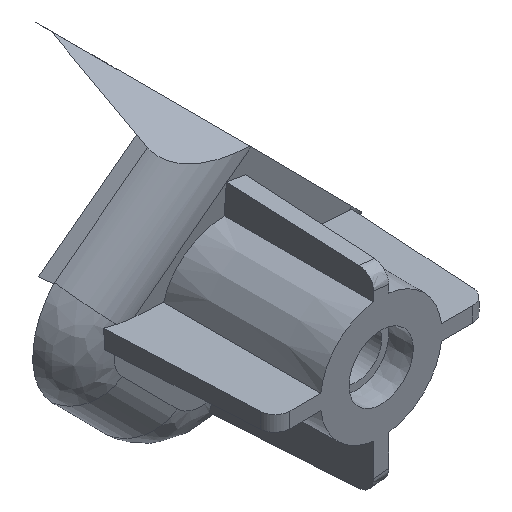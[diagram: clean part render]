
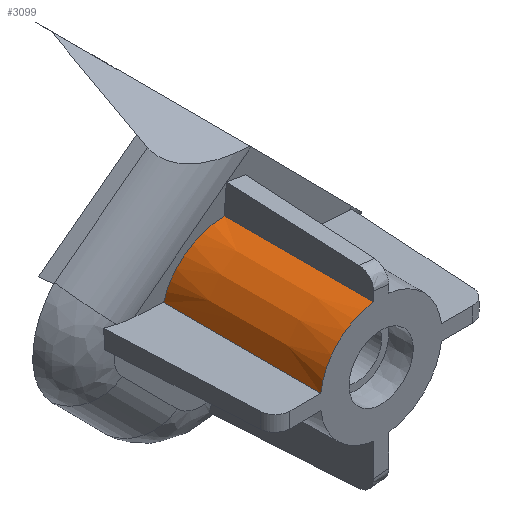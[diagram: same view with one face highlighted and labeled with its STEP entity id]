
A CAD part, isometric view. The second image highlights one B-rep face of the part: STEP entity #3099.
In plain terms, the highlighted conical face has half-angle 0.5 degrees and reference radius 4 mm.
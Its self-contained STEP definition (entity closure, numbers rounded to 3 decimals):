
#3099 = ADVANCED_FACE('',(#3100),#3118,.T.);
#3100 = FACE_BOUND('',#3101,.T.);
#3101 = EDGE_LOOP('',(#3102,#3128,#3144,#3163));
#3102 = ORIENTED_EDGE('',*,*,#3103,.F.);
#3103 = EDGE_CURVE('',#3104,#3106,#3108,.T.);
#3104 = VERTEX_POINT('',#3105);
#3105 = CARTESIAN_POINT('',(1785.185,-718.256,
    1254.637));
#3106 = VERTEX_POINT('',#3107);
#3107 = CARTESIAN_POINT('',(1785.27,-728.,
    1254.562));
#3108 = SURFACE_CURVE('',#3109,(#3117),.PCURVE_S1.);
#3109 = B_SPLINE_CURVE_WITH_KNOTS('',3,(#3110,#3111,#3112,#3113,#3114,
    #3115,#3116),.UNSPECIFIED.,.F.,.F.,(4,3,4),(0.,0.186,1.),
  .UNSPECIFIED.);
#3110 = CARTESIAN_POINT('',(1785.185,-718.256,
    1254.637));
#3111 = CARTESIAN_POINT('',(1785.19,-718.86,
    1254.632));
#3112 = CARTESIAN_POINT('',(1785.195,-719.465,
    1254.627));
#3113 = CARTESIAN_POINT('',(1785.2,-720.07,
    1254.623));
#3114 = CARTESIAN_POINT('',(1785.224,-722.713,
    1254.603));
#3115 = CARTESIAN_POINT('',(1785.247,-725.357,
    1254.583));
#3116 = CARTESIAN_POINT('',(1785.27,-728.,
    1254.562));
#3117 = PCURVE('',#3118,#3123);
#3118 = CONICAL_SURFACE('',#3119,4.,0.009);
#3119 = AXIS2_PLACEMENT_3D('',#3120,#3121,#3122);
#3120 = CARTESIAN_POINT('',(1785.77,-728.,
    1250.594));
#3121 = DIRECTION('',(0.,1.,0.));
#3122 = DIRECTION('',(0.,0.,-1.));
#3123 = DEFINITIONAL_REPRESENTATION('',(#3124),#3127);
#3124 = B_SPLINE_CURVE_WITH_KNOTS('',1,(#3125,#3126),.UNSPECIFIED.,.F.,
  .F.,(2,2),(0.,1.),.PIECEWISE_BEZIER_KNOTS.);
#3125 = CARTESIAN_POINT('',(2.998,9.744));
#3126 = CARTESIAN_POINT('',(3.016,0.));
#3127 = ( GEOMETRIC_REPRESENTATION_CONTEXT(2) 
PARAMETRIC_REPRESENTATION_CONTEXT() REPRESENTATION_CONTEXT('2D SPACE',''
  ) );
#3128 = ORIENTED_EDGE('',*,*,#3129,.T.);
#3129 = EDGE_CURVE('',#3104,#3130,#3132,.T.);
#3130 = VERTEX_POINT('',#3131);
#3131 = CARTESIAN_POINT('',(1781.723,-717.742,
    1251.183));
#3132 = SURFACE_CURVE('',#3133,(#3138),.PCURVE_S1.);
#3133 = ELLIPSE('',#3134,4.11,4.087);
#3134 = AXIS2_PLACEMENT_3D('',#3135,#3136,#3137);
#3135 = CARTESIAN_POINT('',(1785.767,-718.,
    1250.591));
#3136 = DIRECTION('',(-0.074,-0.995,
    -0.074));
#3137 = DIRECTION('',(-0.707,0.105,-0.7));
#3138 = PCURVE('',#3118,#3139);
#3139 = DEFINITIONAL_REPRESENTATION('',(#3140),#3143);
#3140 = B_SPLINE_CURVE_WITH_KNOTS('',1,(#3141,#3142),.UNSPECIFIED.,.F.,
  .F.,(2,2),(4.075,5.357),.PIECEWISE_BEZIER_KNOTS.);
#3141 = CARTESIAN_POINT('',(2.998,9.744));
#3142 = CARTESIAN_POINT('',(1.715,10.258));
#3143 = ( GEOMETRIC_REPRESENTATION_CONTEXT(2) 
PARAMETRIC_REPRESENTATION_CONTEXT() REPRESENTATION_CONTEXT('2D SPACE',''
  ) );
#3144 = ORIENTED_EDGE('',*,*,#3145,.T.);
#3145 = EDGE_CURVE('',#3130,#3146,#3148,.T.);
#3146 = VERTEX_POINT('',#3147);
#3147 = CARTESIAN_POINT('',(1781.801,-728.,
    1251.094));
#3148 = SURFACE_CURVE('',#3149,(#3157),.PCURVE_S1.);
#3149 = B_SPLINE_CURVE_WITH_KNOTS('',3,(#3150,#3151,#3152,#3153,#3154,
    #3155,#3156),.UNSPECIFIED.,.F.,.F.,(4,3,4),(0.,0.647,1.),
  .UNSPECIFIED.);
#3150 = CARTESIAN_POINT('',(1781.723,-717.742,
    1251.183));
#3151 = CARTESIAN_POINT('',(1781.74,-719.955,
    1251.164));
#3152 = CARTESIAN_POINT('',(1781.756,-722.168,
    1251.145));
#3153 = CARTESIAN_POINT('',(1781.773,-724.381,
    1251.125));
#3154 = CARTESIAN_POINT('',(1781.783,-725.588,
    1251.115));
#3155 = CARTESIAN_POINT('',(1781.792,-726.794,
    1251.104));
#3156 = CARTESIAN_POINT('',(1781.801,-728.,
    1251.094));
#3157 = PCURVE('',#3118,#3158);
#3158 = DEFINITIONAL_REPRESENTATION('',(#3159),#3162);
#3159 = B_SPLINE_CURVE_WITH_KNOTS('',1,(#3160,#3161),.UNSPECIFIED.,.F.,
  .F.,(2,2),(0.,1.),.PIECEWISE_BEZIER_KNOTS.);
#3160 = CARTESIAN_POINT('',(1.715,10.258));
#3161 = CARTESIAN_POINT('',(1.696,0.));
#3162 = ( GEOMETRIC_REPRESENTATION_CONTEXT(2) 
PARAMETRIC_REPRESENTATION_CONTEXT() REPRESENTATION_CONTEXT('2D SPACE',''
  ) );
#3163 = ORIENTED_EDGE('',*,*,#3164,.T.);
#3164 = EDGE_CURVE('',#3146,#3106,#3165,.T.);
#3165 = SURFACE_CURVE('',#3166,(#3171),.PCURVE_S1.);
#3166 = CIRCLE('',#3167,4.);
#3167 = AXIS2_PLACEMENT_3D('',#3168,#3169,#3170);
#3168 = CARTESIAN_POINT('',(1785.77,-728.,
    1250.594));
#3169 = DIRECTION('',(0.,1.,0.));
#3170 = DIRECTION('',(0.,0.,-1.));
#3171 = PCURVE('',#3118,#3172);
#3172 = DEFINITIONAL_REPRESENTATION('',(#3173),#3177);
#3173 = LINE('',#3174,#3175);
#3174 = CARTESIAN_POINT('',(0.,0.));
#3175 = VECTOR('',#3176,1.);
#3176 = DIRECTION('',(1.,0.));
#3177 = ( GEOMETRIC_REPRESENTATION_CONTEXT(2) 
PARAMETRIC_REPRESENTATION_CONTEXT() REPRESENTATION_CONTEXT('2D SPACE',''
  ) );
